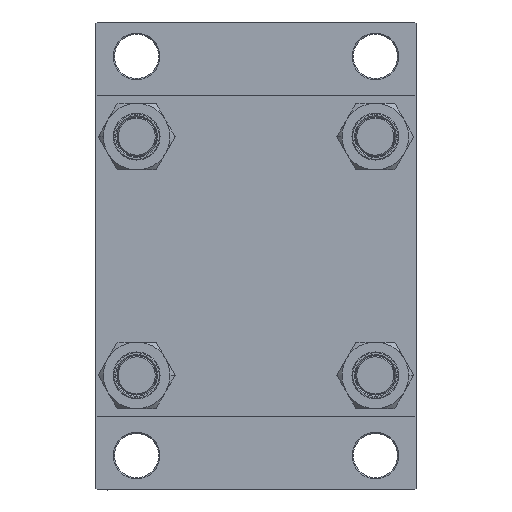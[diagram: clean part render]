
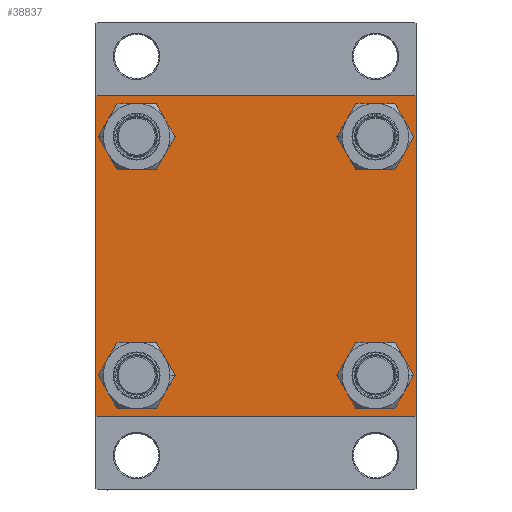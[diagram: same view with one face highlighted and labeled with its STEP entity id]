
A CAD part, left-side view. The second image highlights one B-rep face of the part: STEP entity #38837.
In plain terms, the highlighted planar face has unit normal (-1, 0, 0).
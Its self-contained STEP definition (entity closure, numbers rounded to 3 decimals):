
#170 = FACE_OUTER_BOUND ( 'NONE', #7344, .T. ) ;
#367 = CARTESIAN_POINT ( 'NONE',  ( 0., -48.45, 48.45 ) ) ;
#578 = ORIENTED_EDGE ( 'NONE', *, *, #19022, .T. ) ;
#616 = DIRECTION ( 'NONE',  ( 0., 0., 1. ) ) ;
#990 = CARTESIAN_POINT ( 'NONE',  ( 0., 48.45, -48.45 ) ) ;
#1071 = ORIENTED_EDGE ( 'NONE', *, *, #27661, .T. ) ;
#1173 = CARTESIAN_POINT ( 'NONE',  ( 0., -48.45, 48.45 ) ) ;
#1530 = DIRECTION ( 'NONE',  ( 0., 0., 1. ) ) ;
#2238 = CARTESIAN_POINT ( 'NONE',  ( 0., 64.75, 64.75 ) ) ;
#3236 = LINE ( 'NONE', #32996, #31542 ) ;
#4190 = DIRECTION ( 'NONE',  ( 0., 0., -1. ) ) ;
#4691 = LINE ( 'NONE', #11537, #39576 ) ;
#5039 = CARTESIAN_POINT ( 'NONE',  ( 0., -48.45, 39.95 ) ) ;
#5118 = VERTEX_POINT ( 'NONE', #30353 ) ;
#5841 = VECTOR ( 'NONE', #7810, 1000. ) ;
#6236 = DIRECTION ( 'NONE',  ( 0., 0., 1. ) ) ;
#6583 = CARTESIAN_POINT ( 'NONE',  ( 0., -64.5, -65. ) ) ;
#6804 = FACE_BOUND ( 'NONE', #13210, .T. ) ;
#6880 = CIRCLE ( 'NONE', #13104, 8.5 ) ;
#7344 = EDGE_LOOP ( 'NONE', ( #24352, #1071, #11312, #578, #46732, #21904, #34739, #26418 ) ) ;
#7521 = FACE_BOUND ( 'NONE', #19045, .T. ) ;
#7716 = DIRECTION ( 'NONE',  ( 0., -1., 0. ) ) ;
#7810 = DIRECTION ( 'NONE',  ( 0., -1., 0. ) ) ;
#8082 = EDGE_LOOP ( 'NONE', ( #29556, #12292 ) ) ;
#8187 = VERTEX_POINT ( 'NONE', #32136 ) ;
#9032 = CARTESIAN_POINT ( 'NONE',  ( 0., 48.45, 48.45 ) ) ;
#9713 = CIRCLE ( 'NONE', #40133, 8.5 ) ;
#10150 = CARTESIAN_POINT ( 'NONE',  ( 0., -48.45, -48.45 ) ) ;
#10173 = VERTEX_POINT ( 'NONE', #35673 ) ;
#10273 = EDGE_CURVE ( 'NONE', #10571, #20931, #17395, .T. ) ;
#10571 = VERTEX_POINT ( 'NONE', #35857 ) ;
#11312 = ORIENTED_EDGE ( 'NONE', *, *, #29396, .T. ) ;
#11380 = CARTESIAN_POINT ( 'NONE',  ( 0., 65., -65. ) ) ;
#11434 = EDGE_CURVE ( 'NONE', #10173, #37045, #35519, .T. ) ;
#11472 = LINE ( 'NONE', #14194, #5841 ) ;
#11537 = CARTESIAN_POINT ( 'NONE',  ( 0., 65., 65. ) ) ;
#11549 = ORIENTED_EDGE ( 'NONE', *, *, #30138, .T. ) ;
#12292 = ORIENTED_EDGE ( 'NONE', *, *, #21690, .T. ) ;
#13004 = CIRCLE ( 'NONE', #16908, 8.5 ) ;
#13104 = AXIS2_PLACEMENT_3D ( 'NONE', #13569, #25024, #46275 ) ;
#13210 = EDGE_LOOP ( 'NONE', ( #35659, #11549 ) ) ;
#13407 = EDGE_CURVE ( 'NONE', #24828, #40922, #13004, .T. ) ;
#13569 = CARTESIAN_POINT ( 'NONE',  ( 0., 48.45, -48.45 ) ) ;
#13578 = ORIENTED_EDGE ( 'NONE', *, *, #13407, .T. ) ;
#13735 = DIRECTION ( 'NONE',  ( 0., 0.707, -0.707 ) ) ;
#13964 = AXIS2_PLACEMENT_3D ( 'NONE', #367, #18714, #616 ) ;
#14194 = CARTESIAN_POINT ( 'NONE',  ( 0., 65., 65. ) ) ;
#15123 = EDGE_CURVE ( 'NONE', #8187, #32646, #45676, .T. ) ;
#15936 = VECTOR ( 'NONE', #7716, 1000. ) ;
#16338 = AXIS2_PLACEMENT_3D ( 'NONE', #19623, #23733, #1530 ) ;
#16908 = AXIS2_PLACEMENT_3D ( 'NONE', #990, #45436, #38328 ) ;
#17395 = LINE ( 'NONE', #2238, #40948 ) ;
#17931 = CIRCLE ( 'NONE', #34282, 8.5 ) ;
#18155 = VECTOR ( 'NONE', #33553, 1000. ) ;
#18285 = VERTEX_POINT ( 'NONE', #20215 ) ;
#18714 = DIRECTION ( 'NONE',  ( 1., 0., 0. ) ) ;
#19022 = EDGE_CURVE ( 'NONE', #22594, #28928, #30961, .T. ) ;
#19045 = EDGE_LOOP ( 'NONE', ( #36283, #34968 ) ) ;
#19538 = EDGE_CURVE ( 'NONE', #40922, #24828, #6880, .T. ) ;
#19623 = CARTESIAN_POINT ( 'NONE',  ( 0., 48.45, 48.45 ) ) ;
#20073 = EDGE_CURVE ( 'NONE', #20931, #18285, #4691, .T. ) ;
#20215 = CARTESIAN_POINT ( 'NONE',  ( 0., 65., -64.5 ) ) ;
#20500 = EDGE_LOOP ( 'NONE', ( #13578, #42268 ) ) ;
#20846 = VECTOR ( 'NONE', #38330, 1000. ) ;
#20931 = VERTEX_POINT ( 'NONE', #40358 ) ;
#21448 = FACE_BOUND ( 'NONE', #8082, .T. ) ;
#21690 = EDGE_CURVE ( 'NONE', #44378, #5118, #31067, .T. ) ;
#21694 = DIRECTION ( 'NONE',  ( -1., 0., 0. ) ) ;
#21904 = ORIENTED_EDGE ( 'NONE', *, *, #15123, .T. ) ;
#21926 = CIRCLE ( 'NONE', #33611, 8.5 ) ;
#22594 = VERTEX_POINT ( 'NONE', #6583 ) ;
#23116 = VERTEX_POINT ( 'NONE', #42771 ) ;
#23146 = DIRECTION ( 'NONE',  ( 0., 0., 1. ) ) ;
#23450 = CARTESIAN_POINT ( 'NONE',  ( 0., -64.75, 64.75 ) ) ;
#23607 = CARTESIAN_POINT ( 'NONE',  ( 0., 48.45, -56.95 ) ) ;
#23733 = DIRECTION ( 'NONE',  ( 1., 0., 0. ) ) ;
#23749 = EDGE_CURVE ( 'NONE', #5118, #44378, #17931, .T. ) ;
#23866 = DIRECTION ( 'NONE',  ( 0., -0.707, 0.707 ) ) ;
#24352 = ORIENTED_EDGE ( 'NONE', *, *, #20073, .T. ) ;
#24828 = VERTEX_POINT ( 'NONE', #26328 ) ;
#25024 = DIRECTION ( 'NONE',  ( 1., 0., 0. ) ) ;
#25095 = CARTESIAN_POINT ( 'NONE',  ( 0., 0., 0. ) ) ;
#25443 = CARTESIAN_POINT ( 'NONE',  ( 0., 48.45, 39.95 ) ) ;
#25605 = VERTEX_POINT ( 'NONE', #37098 ) ;
#26221 = LINE ( 'NONE', #30127, #18155 ) ;
#26288 = VECTOR ( 'NONE', #23866, 1000. ) ;
#26328 = CARTESIAN_POINT ( 'NONE',  ( 0., 48.45, -39.95 ) ) ;
#26418 = ORIENTED_EDGE ( 'NONE', *, *, #10273, .T. ) ;
#26882 = EDGE_CURVE ( 'NONE', #25605, #23116, #21926, .T. ) ;
#27661 = EDGE_CURVE ( 'NONE', #18285, #44191, #26221, .T. ) ;
#27804 = DIRECTION ( 'NONE',  ( 0., 0., 1. ) ) ;
#28751 = CARTESIAN_POINT ( 'NONE',  ( 0., 64.5, -65. ) ) ;
#28928 = VERTEX_POINT ( 'NONE', #42275 ) ;
#29008 = DIRECTION ( 'NONE',  ( 0., 0., 1. ) ) ;
#29396 = EDGE_CURVE ( 'NONE', #44191, #22594, #44804, .T. ) ;
#29556 = ORIENTED_EDGE ( 'NONE', *, *, #23749, .T. ) ;
#30127 = CARTESIAN_POINT ( 'NONE',  ( 0., 64.75, -64.75 ) ) ;
#30138 = EDGE_CURVE ( 'NONE', #23116, #25605, #9713, .T. ) ;
#30353 = CARTESIAN_POINT ( 'NONE',  ( 0., -48.45, 56.95 ) ) ;
#30632 = EDGE_CURVE ( 'NONE', #8187, #28928, #3236, .T. ) ;
#30961 = LINE ( 'NONE', #34137, #26288 ) ;
#31067 = CIRCLE ( 'NONE', #13964, 8.5 ) ;
#31542 = VECTOR ( 'NONE', #4190, 1000. ) ;
#31836 = EDGE_CURVE ( 'NONE', #10571, #32646, #11472, .T. ) ;
#31875 = DIRECTION ( 'NONE',  ( 0., 0., 1. ) ) ;
#32136 = CARTESIAN_POINT ( 'NONE',  ( 0., -65., 64.5 ) ) ;
#32646 = VERTEX_POINT ( 'NONE', #42977 ) ;
#32996 = CARTESIAN_POINT ( 'NONE',  ( 0., -65., 65. ) ) ;
#33378 = PLANE ( 'NONE',  #37165 ) ;
#33553 = DIRECTION ( 'NONE',  ( 0., -0.707, -0.707 ) ) ;
#33611 = AXIS2_PLACEMENT_3D ( 'NONE', #42623, #35779, #31875 ) ;
#34137 = CARTESIAN_POINT ( 'NONE',  ( 0., -64.75, -64.75 ) ) ;
#34282 = AXIS2_PLACEMENT_3D ( 'NONE', #1173, #41702, #23146 ) ;
#34739 = ORIENTED_EDGE ( 'NONE', *, *, #31836, .F. ) ;
#34968 = ORIENTED_EDGE ( 'NONE', *, *, #48313, .T. ) ;
#35519 = CIRCLE ( 'NONE', #40979, 8.5 ) ;
#35659 = ORIENTED_EDGE ( 'NONE', *, *, #26882, .T. ) ;
#35673 = CARTESIAN_POINT ( 'NONE',  ( 0., 48.45, 56.95 ) ) ;
#35779 = DIRECTION ( 'NONE',  ( 1., 0., 0. ) ) ;
#35857 = CARTESIAN_POINT ( 'NONE',  ( 0., 64.5, 65. ) ) ;
#36283 = ORIENTED_EDGE ( 'NONE', *, *, #11434, .T. ) ;
#37045 = VERTEX_POINT ( 'NONE', #25443 ) ;
#37098 = CARTESIAN_POINT ( 'NONE',  ( 0., -48.45, -39.95 ) ) ;
#37165 = AXIS2_PLACEMENT_3D ( 'NONE', #25095, #21694, #29008 ) ;
#37623 = DIRECTION ( 'NONE',  ( 0., 0., -1. ) ) ;
#38328 = DIRECTION ( 'NONE',  ( 0., 0., 1. ) ) ;
#38330 = DIRECTION ( 'NONE',  ( 0., 0.707, 0.707 ) ) ;
#38837 = ADVANCED_FACE ( 'NONE', ( #21448, #6804, #44138, #7521, #170 ), #33378, .T. ) ;
#39576 = VECTOR ( 'NONE', #37623, 1000. ) ;
#40133 = AXIS2_PLACEMENT_3D ( 'NONE', #10150, #47242, #6236 ) ;
#40358 = CARTESIAN_POINT ( 'NONE',  ( 0., 65., 64.5 ) ) ;
#40922 = VERTEX_POINT ( 'NONE', #23607 ) ;
#40948 = VECTOR ( 'NONE', #13735, 1000. ) ;
#40979 = AXIS2_PLACEMENT_3D ( 'NONE', #9032, #45908, #27804 ) ;
#41274 = CIRCLE ( 'NONE', #16338, 8.5 ) ;
#41702 = DIRECTION ( 'NONE',  ( 1., 0., 0. ) ) ;
#42268 = ORIENTED_EDGE ( 'NONE', *, *, #19538, .T. ) ;
#42275 = CARTESIAN_POINT ( 'NONE',  ( 0., -65., -64.5 ) ) ;
#42623 = CARTESIAN_POINT ( 'NONE',  ( 0., -48.45, -48.45 ) ) ;
#42771 = CARTESIAN_POINT ( 'NONE',  ( 0., -48.45, -56.95 ) ) ;
#42977 = CARTESIAN_POINT ( 'NONE',  ( 0., -64.5, 65. ) ) ;
#44138 = FACE_BOUND ( 'NONE', #20500, .T. ) ;
#44191 = VERTEX_POINT ( 'NONE', #28751 ) ;
#44378 = VERTEX_POINT ( 'NONE', #5039 ) ;
#44804 = LINE ( 'NONE', #11380, #15936 ) ;
#45436 = DIRECTION ( 'NONE',  ( 1., 0., 0. ) ) ;
#45676 = LINE ( 'NONE', #23450, #20846 ) ;
#45908 = DIRECTION ( 'NONE',  ( 1., 0., 0. ) ) ;
#46275 = DIRECTION ( 'NONE',  ( 0., 0., 1. ) ) ;
#46732 = ORIENTED_EDGE ( 'NONE', *, *, #30632, .F. ) ;
#47242 = DIRECTION ( 'NONE',  ( 1., 0., 0. ) ) ;
#48313 = EDGE_CURVE ( 'NONE', #37045, #10173, #41274, .T. ) ;
